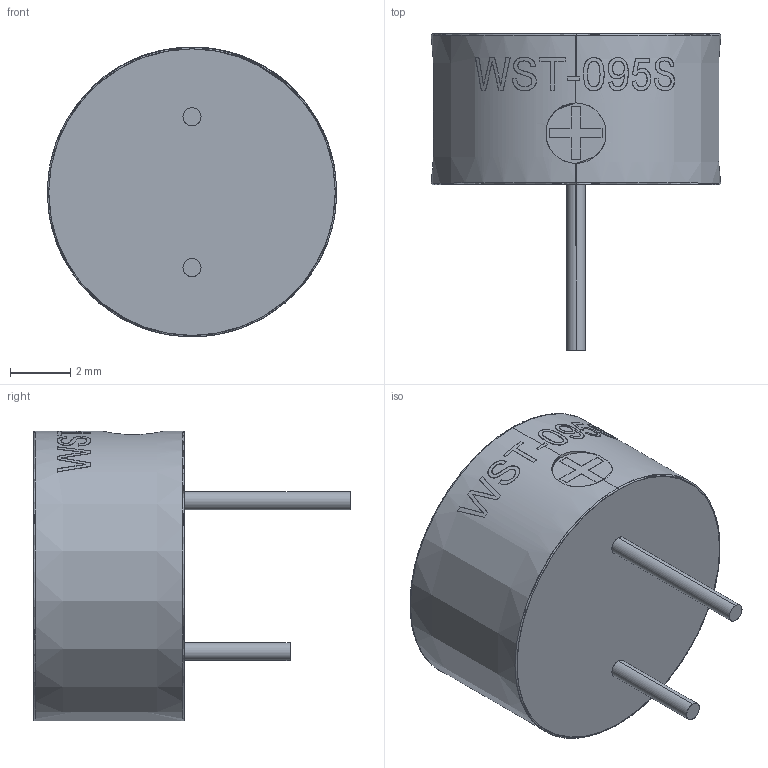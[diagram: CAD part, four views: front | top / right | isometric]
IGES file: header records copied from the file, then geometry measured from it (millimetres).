
Start section: SolidWorks IGES file using analytic representation for surfaces
Global section: file name: WST-0905S.IGS; native system: SolidWorks 2013; preprocessor: SolidWorks 2013; author: Gem; date: 161128.104905; units: millimetre
Bounding box: 9.6 x 10.5 x 9.61 mm (x, y, z)
Surface area: 319 mm2 (no closed solid volume)
Topology: 0 solids, 0 shells, 149 faces, 1396 edges, 1394 vertices
Faces by surface type: bspline 129, revolution 20
